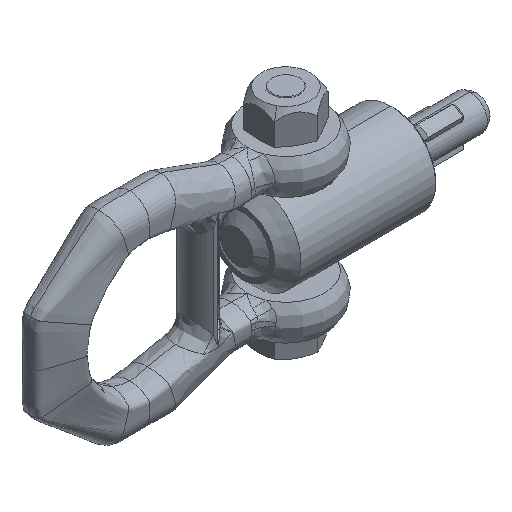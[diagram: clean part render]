
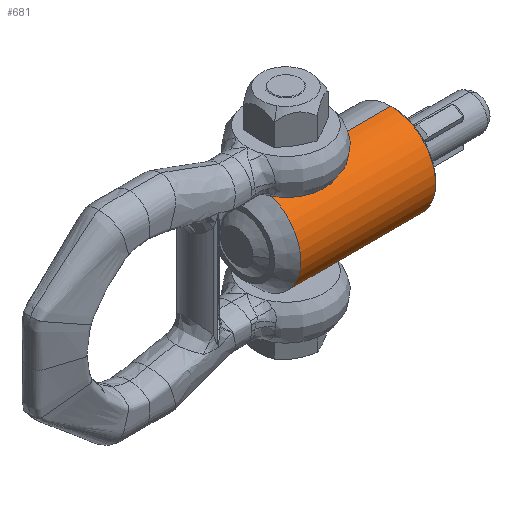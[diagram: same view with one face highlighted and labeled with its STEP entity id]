
A CAD part, isometric view. The second image highlights one B-rep face of the part: STEP entity #681.
In plain terms, the highlighted cylindrical face has radius 10.75 mm (diameter 21.5 mm), a partial arc.
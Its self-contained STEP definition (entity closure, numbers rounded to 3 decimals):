
#681=ADVANCED_FACE('',(#1387),#1388,.T.);
#1387=FACE_OUTER_BOUND('',#9117,.T.);
#1388=CYLINDRICAL_SURFACE('',#9118,10.75);
#9117=EDGE_LOOP('',(#10946,#10947,#10948,#10949,#10950,#10951,#10952,#10953));
#9118=AXIS2_PLACEMENT_3D('',#10954,#10955,#10956);
#10946=ORIENTED_EDGE('',*,*,#11836,.T.);
#10947=ORIENTED_EDGE('',*,*,#12044,.T.);
#10948=ORIENTED_EDGE('',*,*,#11841,.T.);
#10949=ORIENTED_EDGE('',*,*,#12046,.F.);
#10950=ORIENTED_EDGE('',*,*,#11839,.T.);
#10951=ORIENTED_EDGE('',*,*,#12043,.T.);
#10952=ORIENTED_EDGE('',*,*,#11837,.T.);
#10953=ORIENTED_EDGE('',*,*,#12049,.T.);
#10954=CARTESIAN_POINT('',(0.0,0.0,0.0));
#10955=DIRECTION('',(1.0,-0.0,0.0));
#10956=DIRECTION('',(0.0,0.0,1.0));
#11836=EDGE_CURVE('',#13010,#13018,#13019,.T.);
#11837=EDGE_CURVE('',#13020,#13014,#13021,.T.);
#11839=EDGE_CURVE('',#13024,#13022,#13025,.T.);
#11841=EDGE_CURVE('',#13028,#13026,#13029,.T.);
#12043=EDGE_CURVE('',#13022,#13020,#13338,.T.);
#12044=EDGE_CURVE('',#13018,#13028,#13339,.T.);
#12046=EDGE_CURVE('',#13024,#13026,#13341,.T.);
#12049=EDGE_CURVE('',#13014,#13010,#13344,.T.);
#13010=VERTEX_POINT('',#18217);
#13014=VERTEX_POINT('',#18222);
#13018=VERTEX_POINT('',#18227);
#13019=LINE('',#18228,#18229);
#13020=VERTEX_POINT('',#18230);
#13021=LINE('',#18231,#18232);
#13022=VERTEX_POINT('',#18233);
#13024=VERTEX_POINT('',#18253);
#13025=LINE('',#18254,#18255);
#13026=VERTEX_POINT('',#18256);
#13028=VERTEX_POINT('',#18258);
#13029=LINE('',#18259,#18260);
#13338=B_SPLINE_CURVE_WITH_KNOTS('',3,(#18803,#18804,#18805,#18806,#18807,#18808,#18809,#18810,#18811,#18812,#18813,#18814,#18815,#18816,#18817,#18818,#18819,#18820),.UNSPECIFIED.,.F.,.F.,(4,2,2,2,2,2,2,2,4),(0.625,0.781,0.937,1.093,1.249,1.406,1.562,1.718,1.874),.UNSPECIFIED.);
#13339=B_SPLINE_CURVE_WITH_KNOTS('',3,(#18821,#18822,#18823,#18824,#18825,#18826,#18827,#18828,#18829,#18830,#18831,#18832,#18833,#18834,#18835,#18836,#18837,#18838),.UNSPECIFIED.,.F.,.F.,(4,2,2,2,2,2,2,2,4),(0.625,0.781,0.937,1.093,1.249,1.406,1.562,1.718,1.874),.UNSPECIFIED.);
#13341=CIRCLE('',#18840,10.75);
#13344=CIRCLE('',#18843,10.75);
#18217=CARTESIAN_POINT('',(35.5,0.0,10.75));
#18222=CARTESIAN_POINT('',(35.5,0.,-10.75));
#18227=CARTESIAN_POINT('',(14.4,0.,10.75));
#18228=CARTESIAN_POINT('',(19.325,0.,10.75));
#18229=VECTOR('',#19688,1.0);
#18230=CARTESIAN_POINT('',(14.4,0.,-10.75));
#18231=CARTESIAN_POINT('',(0.0,0.,-10.75));
#18232=VECTOR('',#19689,10.75);
#18233=CARTESIAN_POINT('',(6.2,0.,-10.75));
#18253=CARTESIAN_POINT('',(3.15,0.,-10.75));
#18254=CARTESIAN_POINT('',(0.0,0.,-10.75));
#18255=VECTOR('',#19690,10.75);
#18256=CARTESIAN_POINT('',(3.15,0.,10.75));
#18258=CARTESIAN_POINT('',(6.2,0.,10.75));
#18259=CARTESIAN_POINT('',(19.325,0.,10.75));
#18260=VECTOR('',#19694,1.0);
#18803=CARTESIAN_POINT('',(6.2,0.,-10.75));
#18804=CARTESIAN_POINT('',(6.2,-0.52,-10.75));
#18805=CARTESIAN_POINT('',(6.305,-1.072,-10.709));
#18806=CARTESIAN_POINT('',(6.725,-2.081,-10.559));
#18807=CARTESIAN_POINT('',(7.04,-2.538,-10.453));
#18808=CARTESIAN_POINT('',(7.762,-3.26,-10.251));
#18809=CARTESIAN_POINT('',(8.22,-3.575,-10.141));
#18810=CARTESIAN_POINT('',(9.228,-3.995,-9.983));
#18811=CARTESIAN_POINT('',(9.779,-4.1,-9.937));
#18812=CARTESIAN_POINT('',(10.821,-4.1,-9.937));
#18813=CARTESIAN_POINT('',(11.372,-3.995,-9.983));
#18814=CARTESIAN_POINT('',(12.38,-3.575,-10.141));
#18815=CARTESIAN_POINT('',(12.838,-3.26,-10.251));
#18816=CARTESIAN_POINT('',(13.56,-2.538,-10.453));
#18817=CARTESIAN_POINT('',(13.875,-2.081,-10.559));
#18818=CARTESIAN_POINT('',(14.295,-1.072,-10.709));
#18819=CARTESIAN_POINT('',(14.4,-0.52,-10.75));
#18820=CARTESIAN_POINT('',(14.4,0.,-10.75));
#18821=CARTESIAN_POINT('',(14.4,0.,10.75));
#18822=CARTESIAN_POINT('',(14.4,-0.52,10.75));
#18823=CARTESIAN_POINT('',(14.295,-1.072,10.709));
#18824=CARTESIAN_POINT('',(13.875,-2.081,10.559));
#18825=CARTESIAN_POINT('',(13.56,-2.538,10.453));
#18826=CARTESIAN_POINT('',(12.838,-3.26,10.251));
#18827=CARTESIAN_POINT('',(12.38,-3.575,10.141));
#18828=CARTESIAN_POINT('',(11.372,-3.995,9.983));
#18829=CARTESIAN_POINT('',(10.821,-4.1,9.937));
#18830=CARTESIAN_POINT('',(9.779,-4.1,9.937));
#18831=CARTESIAN_POINT('',(9.228,-3.995,9.983));
#18832=CARTESIAN_POINT('',(8.22,-3.575,10.141));
#18833=CARTESIAN_POINT('',(7.762,-3.26,10.251));
#18834=CARTESIAN_POINT('',(7.04,-2.538,10.453));
#18835=CARTESIAN_POINT('',(6.725,-2.081,10.559));
#18836=CARTESIAN_POINT('',(6.305,-1.072,10.709));
#18837=CARTESIAN_POINT('',(6.2,-0.52,10.75));
#18838=CARTESIAN_POINT('',(6.2,0.,10.75));
#18840=AXIS2_PLACEMENT_3D('',#19935,#19936,#19937);
#18843=AXIS2_PLACEMENT_3D('',#19941,#19942,#19943);
#19688=DIRECTION('',(-1.0,0.0,-0.0));
#19689=DIRECTION('',(1.0,0.0,0.0));
#19690=DIRECTION('',(1.0,0.0,0.0));
#19694=DIRECTION('',(-1.0,0.0,-0.0));
#19935=CARTESIAN_POINT('',(3.15,0.0,0.0));
#19936=DIRECTION('',(-1.0,0.0,0.0));
#19937=DIRECTION('',(0.0,0.0,1.0));
#19941=CARTESIAN_POINT('',(35.5,0.0,0.0));
#19942=DIRECTION('',(-1.0,0.0,0.0));
#19943=DIRECTION('',(0.0,0.0,1.0));
